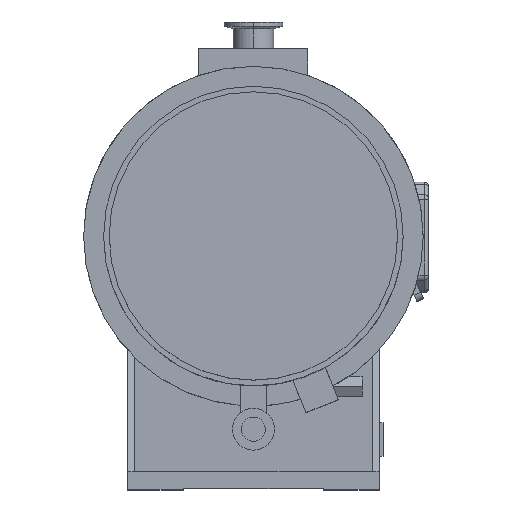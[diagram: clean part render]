
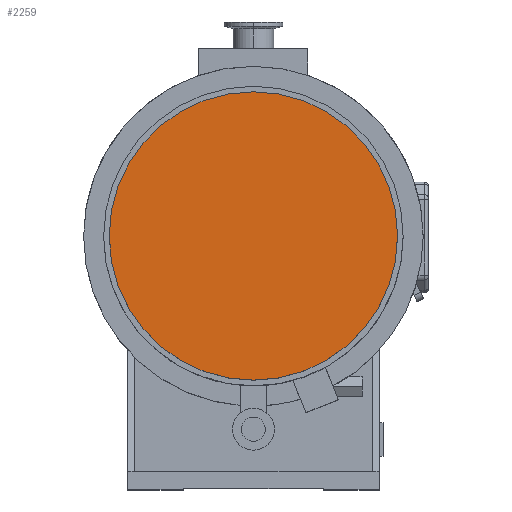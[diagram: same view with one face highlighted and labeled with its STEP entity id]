
A CAD part, top view. The second image highlights one B-rep face of the part: STEP entity #2259.
In plain terms, the highlighted planar face has unit normal (0, 0, 1).
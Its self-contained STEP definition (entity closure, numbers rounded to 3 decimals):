
#340 = CIRCLE ( 'NONE', #402, 103. ) ;
#344 = CARTESIAN_POINT ( 'NONE',  ( 0., 0., 124.7 ) ) ;
#398 = CARTESIAN_POINT ( 'NONE',  ( -103., 0., 124.7 ) ) ;
#399 = CARTESIAN_POINT ( 'NONE',  ( 103., 0., 124.7 ) ) ;
#400 = DIRECTION ( 'NONE',  ( 1., 0., 0. ) ) ;
#401 = DIRECTION ( 'NONE',  ( 0., 0., 1. ) ) ;
#402 = AXIS2_PLACEMENT_3D ( 'NONE', #344, #401, #400 ) ;
#1309 = DIRECTION ( 'NONE',  ( 1., 0., 0. ) ) ;
#1310 = DIRECTION ( 'NONE',  ( 0., 0., 1. ) ) ;
#1311 = AXIS2_PLACEMENT_3D ( 'NONE', #1317, #1310, #1309 ) ;
#1312 = CIRCLE ( 'NONE', #1311, 103. ) ;
#1317 = CARTESIAN_POINT ( 'NONE',  ( 0., 0., 124.7 ) ) ;
#2259 = ADVANCED_FACE ( 'NONE', ( #3686 ), #3691, .T. ) ;
#2260 = EDGE_LOOP ( 'NONE', ( #2261, #2262 ) ) ;
#2261 = ORIENTED_EDGE ( 'NONE', *, *, #7195, .T. ) ;
#2262 = ORIENTED_EDGE ( 'NONE', *, *, #6601, .T. ) ;
#3682 = DIRECTION ( 'NONE',  ( 1., 0., 0. ) ) ;
#3683 = DIRECTION ( 'NONE',  ( 0., 0., 1. ) ) ;
#3684 = CARTESIAN_POINT ( 'NONE',  ( 0., 0., 124.7 ) ) ;
#3685 = AXIS2_PLACEMENT_3D ( 'NONE', #3684, #3683, #3682 ) ;
#3686 = FACE_OUTER_BOUND ( 'NONE', #2260, .T. ) ;
#3691 = PLANE ( 'NONE',  #3685 ) ;
#6601 = EDGE_CURVE ( 'NONE', #6602, #6603, #340, .T. ) ;
#6602 = VERTEX_POINT ( 'NONE', #399 ) ;
#6603 = VERTEX_POINT ( 'NONE', #398 ) ;
#7195 = EDGE_CURVE ( 'NONE', #6603, #6602, #1312, .T. ) ;
